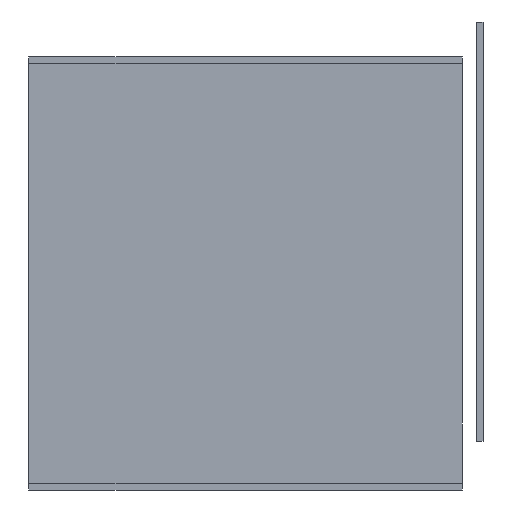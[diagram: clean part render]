
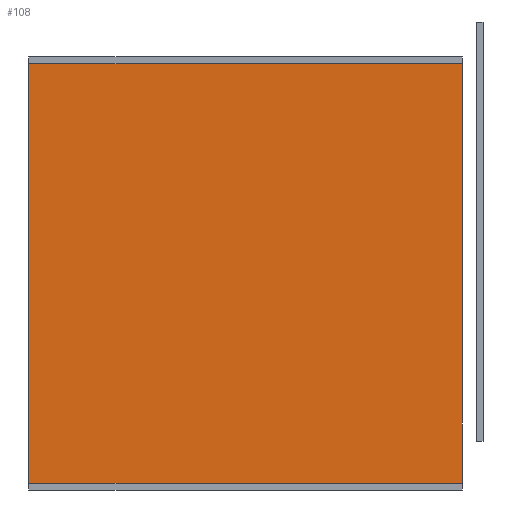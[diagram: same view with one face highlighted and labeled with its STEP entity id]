
A CAD part, left-side view. The second image highlights one B-rep face of the part: STEP entity #108.
In plain terms, the highlighted planar face has unit normal (-1, 0, 0).
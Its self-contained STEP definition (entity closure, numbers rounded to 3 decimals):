
#70=FACE_OUTER_BOUND('',#196,.T.);
#108=ADVANCED_FACE('',(#70),#146,.F.);
#146=PLANE('',#711);
#196=EDGE_LOOP('',(#262,#263,#264,#265));
#262=ORIENTED_EDGE('',*,*,#482,.T.);
#263=ORIENTED_EDGE('',*,*,#478,.F.);
#264=ORIENTED_EDGE('',*,*,#455,.F.);
#265=ORIENTED_EDGE('',*,*,#471,.T.);
#399=VERTEX_POINT('',#910);
#400=VERTEX_POINT('',#912);
#415=VERTEX_POINT('',#944);
#418=VERTEX_POINT('',#954);
#455=EDGE_CURVE('',#399,#400,#539,.T.);
#471=EDGE_CURVE('',#399,#415,#555,.T.);
#478=EDGE_CURVE('',#400,#418,#562,.T.);
#482=EDGE_CURVE('',#415,#418,#566,.T.);
#539=LINE('',#911,#623);
#555=LINE('',#945,#639);
#562=LINE('',#957,#646);
#566=LINE('',#964,#650);
#623=VECTOR('',#748,1.);
#639=VECTOR('',#768,1.);
#646=VECTOR('',#777,1.);
#650=VECTOR('',#783,1.);
#711=AXIS2_PLACEMENT_3D('',#965,#784,#785);
#748=DIRECTION('',(0.,0.,-1.));
#768=DIRECTION('',(0.,1.,0.));
#777=DIRECTION('',(0.,1.,0.));
#783=DIRECTION('',(0.,0.,-1.));
#784=DIRECTION('',(1.,0.,0.));
#785=DIRECTION('',(0.,0.,-1.));
#910=CARTESIAN_POINT('',(-2050.,-1550.,2000.));
#911=CARTESIAN_POINT('',(-2050.,-1550.,2000.));
#912=CARTESIAN_POINT('',(-2050.,-1550.,-1000.));
#944=CARTESIAN_POINT('',(-2050.,1550.,2000.));
#945=CARTESIAN_POINT('',(-2050.,-1500.,2000.));
#954=CARTESIAN_POINT('',(-2050.,1550.,-1000.));
#957=CARTESIAN_POINT('',(-2050.,-1500.,-1000.));
#964=CARTESIAN_POINT('',(-2050.,1550.,2000.));
#965=CARTESIAN_POINT('',(-2050.,-1500.,2000.));
